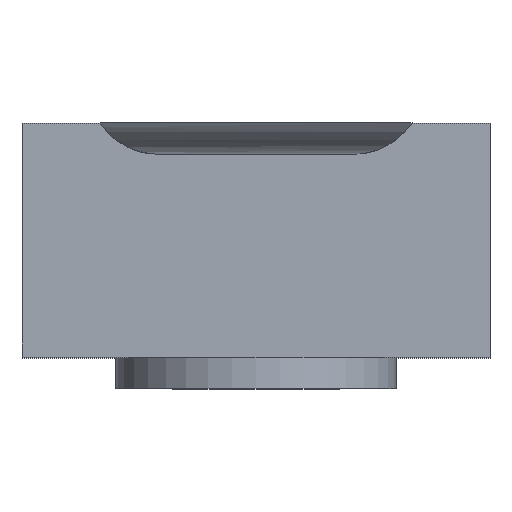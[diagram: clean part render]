
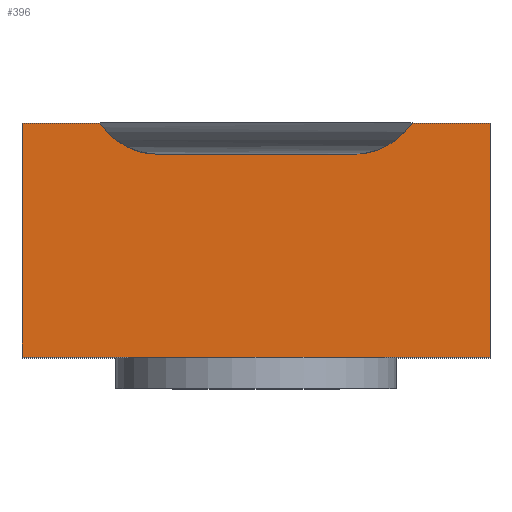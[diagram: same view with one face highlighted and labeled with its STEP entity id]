
A CAD part, top view. The second image highlights one B-rep face of the part: STEP entity #396.
In plain terms, the highlighted planar face has unit normal (0, 0, 1).
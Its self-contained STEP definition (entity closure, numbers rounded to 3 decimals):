
#12 = DIRECTION ( 'NONE',  ( 0., 1., 0. ) ) ;
#16 = FACE_OUTER_BOUND ( 'NONE', #364, .T. ) ;
#39 = CARTESIAN_POINT ( 'NONE',  ( 15.953, 1.5, -11.379 ) ) ;
#62 = VECTOR ( 'NONE', #232, 1000. ) ;
#125 = ORIENTED_EDGE ( 'NONE', *, *, #292, .F. ) ;
#157 = VERTEX_POINT ( 'NONE', #395 ) ;
#188 = ORIENTED_EDGE ( 'NONE', *, *, #259, .T. ) ;
#215 = DIRECTION ( 'NONE',  ( 0., 0., 1. ) ) ;
#232 = DIRECTION ( 'NONE',  ( 1., 0., 0. ) ) ;
#242 = CARTESIAN_POINT ( 'NONE',  ( 18.953, 1.5, -11.379 ) ) ;
#244 = CARTESIAN_POINT ( 'NONE',  ( 18.953, 0., -11.379 ) ) ;
#245 = VERTEX_POINT ( 'NONE', #242 ) ;
#254 = VECTOR ( 'NONE', #447, 1000. ) ;
#259 = EDGE_CURVE ( 'NONE', #157, #245, #439, .T. ) ;
#263 = CARTESIAN_POINT ( 'NONE',  ( 15.953, 0., -11.379 ) ) ;
#280 = ORIENTED_EDGE ( 'NONE', *, *, #478, .F. ) ;
#289 = LINE ( 'NONE', #540, #371 ) ;
#291 = PLANE ( 'NONE',  #442 ) ;
#292 = EDGE_CURVE ( 'NONE', #342, #522, #289, .T. ) ;
#305 = DIRECTION ( 'NONE',  ( 1., 0., 0. ) ) ;
#342 = VERTEX_POINT ( 'NONE', #263 ) ;
#349 = CARTESIAN_POINT ( 'NONE',  ( 15.953, 0., -11.379 ) ) ;
#364 = EDGE_LOOP ( 'NONE', ( #372, #188, #280, #125 ) ) ;
#371 = VECTOR ( 'NONE', #12, 1000. ) ;
#372 = ORIENTED_EDGE ( 'NONE', *, *, #393, .T. ) ;
#376 = LINE ( 'NONE', #477, #62 ) ;
#393 = EDGE_CURVE ( 'NONE', #342, #157, #413, .T. ) ;
#395 = CARTESIAN_POINT ( 'NONE',  ( 18.953, 0., -11.379 ) ) ;
#396 = ADVANCED_FACE ( 'NONE', ( #16 ), #291, .T. ) ;
#413 = LINE ( 'NONE', #557, #254 ) ;
#439 = LINE ( 'NONE', #244, #508 ) ;
#442 = AXIS2_PLACEMENT_3D ( 'NONE', #349, #215, #305 ) ;
#447 = DIRECTION ( 'NONE',  ( 1., 0., 0. ) ) ;
#477 = CARTESIAN_POINT ( 'NONE',  ( 15.953, 1.5, -11.379 ) ) ;
#478 = EDGE_CURVE ( 'NONE', #522, #245, #376, .T. ) ;
#508 = VECTOR ( 'NONE', #544, 1000. ) ;
#522 = VERTEX_POINT ( 'NONE', #39 ) ;
#540 = CARTESIAN_POINT ( 'NONE',  ( 15.953, 0., -11.379 ) ) ;
#544 = DIRECTION ( 'NONE',  ( 0., 1., 0. ) ) ;
#557 = CARTESIAN_POINT ( 'NONE',  ( 15.953, 0., -11.379 ) ) ;
